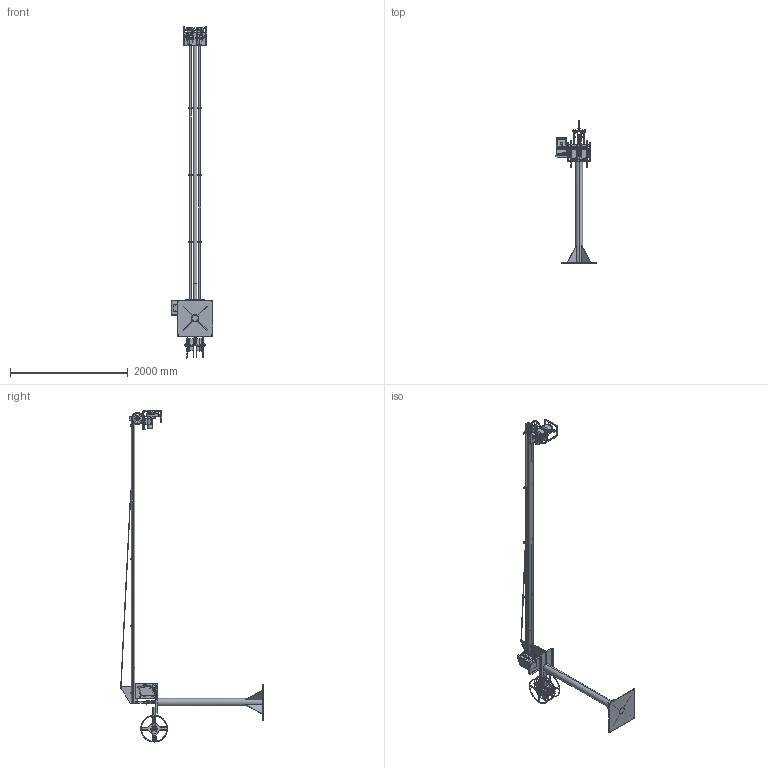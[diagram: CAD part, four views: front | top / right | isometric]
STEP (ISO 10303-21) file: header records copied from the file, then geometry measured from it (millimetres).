
FILE_DESCRIPTION (( 'STEP AP203' ), '1' );
FILE_NAME ('BOOM 16.STEP', '2006-10-25T18:02:29', ( ' ' ), ( '' ), 'SwSTEP 2.0', 'SolidWorks 2006052', '' );
FILE_SCHEMA (( 'CONFIG_CONTROL_DESIGN' ));
Length unit declared in the file: inch
Products named in the file (30): reel_part_2; reel_sleeve; wire_feed_motor_rotated; extrusion_base; motor; pivot_plate; welder_plate; guard__motor_protector; connector_shaft; pulley; hood_small; plate_mounting; rear_panel; face_small; bracket_tilt; shaft_boom; boom_stop; reel_assy; reel_part_1; wing_nut; boom; mirroru_bolt; tubing_support_reel; extrusion_clamp; cover; hinge; base_6_foot; u_bolt; BOOM 16; small_controller
Assembly tree (40 placements, depth 3):
  BOOM 16
    u_bolt  x6
    pulley  x2
    reel_assy  x2
      wing_nut
      reel_part_1
      reel_part_2
      reel_sleeve
    wire_feed_motor_rotated  x2
      extrusion_clamp
      motor
      cover
      hinge
      extrusion_base
    boom_stop
    connector_shaft
    shaft_boom
    mirroru_bolt  x4
    guard__motor_protector
    tubing_support_reel
    pivot_plate
    welder_plate
    small_controller
      hood_small
      face_small
      plate_mounting
      rear_panel
    boom
    base_6_foot
    bracket_tilt
Bounding box: 713.74 x 2425.54 x 5642.85 mm (x, y, z)
Volume: 27967098.5 mm3; surface area: 10324347.1 mm2
Topology: 57 solids, 61 shells, 4384 faces, 11733 edges, 7571 vertices
Faces by surface type: plane 2340, cylinder 1554, bspline 388, cone 102
Entity records: 90185 total; most frequent: CARTESIAN_POINT 23307, ORIENTED_EDGE 13344, DIRECTION 13154, EDGE_CURVE 6672, AXIS2_PLACEMENT_3D 4448, VERTEX_POINT 4313, LINE 4258, VECTOR 4258
